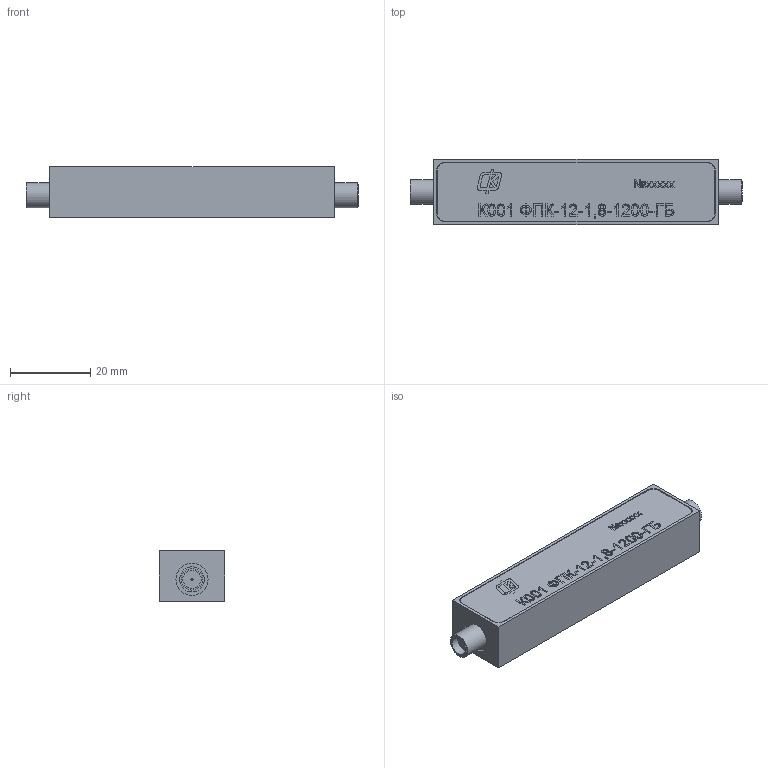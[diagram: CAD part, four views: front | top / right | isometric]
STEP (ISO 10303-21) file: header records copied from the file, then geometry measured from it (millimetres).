
FILE_DESCRIPTION(('STEP AP203'), '1');
FILE_NAME('Ê001 ÍØÁÀ.468874.001_Ôèëüòð ÔÏÊ-12-1,8-1200-ÃÁ', '', ('UNSPECIFIED'), ('UNSPECIFIED'), 'ASCON STEP Converter 1.6', 'ASCON Math Kernel', '');
FILE_SCHEMA(('CONFIG_CONTROL_DESIGN'));
Length unit declared in the file: millimetre
Products named in the file (1): К001 НШБА.468874.001_Фильтр ФПК-12-1,8-1200-ГБ
Bounding box: 82.8 x 16.4 x 12.5 mm (x, y, z)
Volume: 14649 mm3; surface area: 5312.8 mm2
Topology: 1 solids, 3 shells, 462 faces, 1181 edges, 786 vertices
Faces by surface type: plane 288, bspline 136, cylinder 34, cone 4
Full cylindrical faces by diameter (mm): 0.5 x2, 1.6 x4, 4.6 x2, 5.35 x2, 6.22 x2, 8 x2
Entity records: 36293 total; most frequent: CARTESIAN_POINT 22505, ORIENTED_EDGE 2326, DIRECTION 1500, EDGE_CURVE 1163, VERTEX_POINT 786, LINE 714, VECTOR 714, EDGE_LOOP 541
